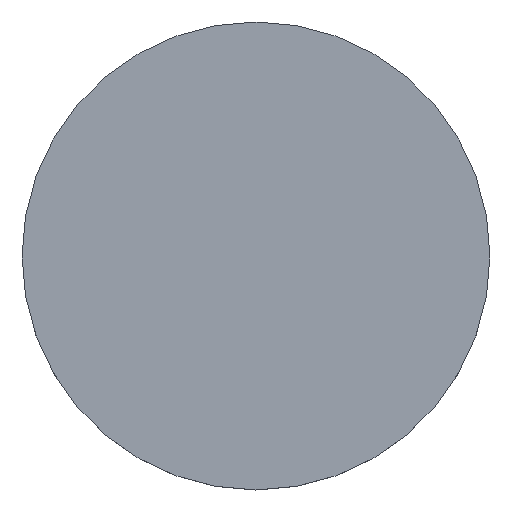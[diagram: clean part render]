
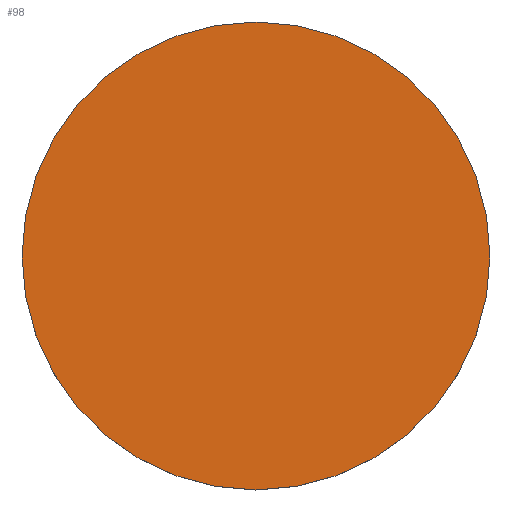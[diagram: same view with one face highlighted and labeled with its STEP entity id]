
A CAD part, top view. The second image highlights one B-rep face of the part: STEP entity #98.
In plain terms, the highlighted planar face has unit normal (0, 0, 1).
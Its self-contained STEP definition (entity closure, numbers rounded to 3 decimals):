
#17 = EDGE_LOOP ( 'NONE', ( #83, #139 ) ) ;
#25 = VERTEX_POINT ( 'NONE', #79 ) ;
#31 = CARTESIAN_POINT ( 'NONE',  ( 0., 0., 5. ) ) ;
#33 = AXIS2_PLACEMENT_3D ( 'NONE', #31, #85, #107 ) ;
#38 = CIRCLE ( 'NONE', #163, 25.4 ) ;
#53 = EDGE_CURVE ( 'NONE', #189, #25, #38, .T. ) ;
#60 = AXIS2_PLACEMENT_3D ( 'NONE', #67, #228, #123 ) ;
#67 = CARTESIAN_POINT ( 'NONE',  ( 0., 52.02, 5. ) ) ;
#79 = CARTESIAN_POINT ( 'NONE',  ( 25.4, 0., 5. ) ) ;
#83 = ORIENTED_EDGE ( 'NONE', *, *, #92, .F. ) ;
#85 = DIRECTION ( 'NONE',  ( 0., 0., -1. ) ) ;
#92 = EDGE_CURVE ( 'NONE', #25, #189, #122, .T. ) ;
#98 = ADVANCED_FACE ( 'NONE', ( #105 ), #230, .T. ) ;
#99 = DIRECTION ( 'NONE',  ( 0., 0., -1. ) ) ;
#105 = FACE_OUTER_BOUND ( 'NONE', #17, .T. ) ;
#107 = DIRECTION ( 'NONE',  ( 1., 0., 0. ) ) ;
#122 = CIRCLE ( 'NONE', #33, 25.4 ) ;
#123 = DIRECTION ( 'NONE',  ( 1., 0., 0. ) ) ;
#139 = ORIENTED_EDGE ( 'NONE', *, *, #53, .F. ) ;
#163 = AXIS2_PLACEMENT_3D ( 'NONE', #172, #99, #209 ) ;
#172 = CARTESIAN_POINT ( 'NONE',  ( 0., 0., 5. ) ) ;
#183 = CARTESIAN_POINT ( 'NONE',  ( -25.4, 0., 5. ) ) ;
#189 = VERTEX_POINT ( 'NONE', #183 ) ;
#209 = DIRECTION ( 'NONE',  ( 1., 0., 0. ) ) ;
#228 = DIRECTION ( 'NONE',  ( 0., 0., 1. ) ) ;
#230 = PLANE ( 'NONE',  #60 ) ;
